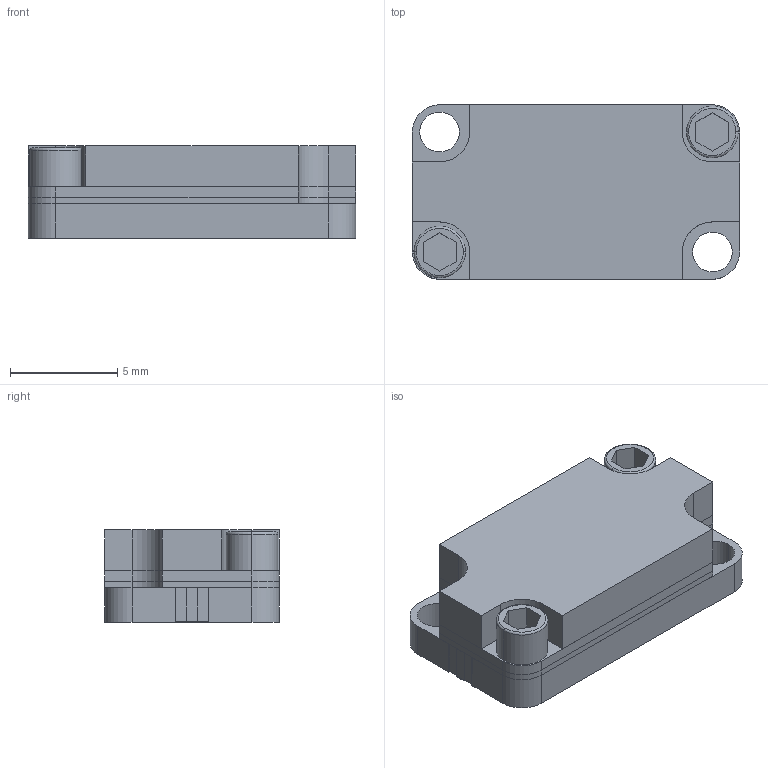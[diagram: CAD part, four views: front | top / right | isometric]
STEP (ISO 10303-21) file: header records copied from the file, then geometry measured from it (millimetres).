
FILE_DESCRIPTION((''),'2;1');
FILE_NAME('MARKI-MICROWAVE_EZ-Style Doubler.stp','2014-05-13T17:49:04',(''),(''),'Mechanical Desktop 2011','Mechanical Desktop 2011',', , ');
FILE_SCHEMA(('AUTOMOTIVE_DESIGN { 1 2 10303 214 1 1 1 1 }'));
Length unit declared in the file: millimetre
Products named in the file (1): Product
Bounding box: 15.24 x 8.13 x 4.3 mm (x, y, z)
Volume: 364.9 mm3; surface area: 1109.2 mm2
Topology: 12 solids, 12 shells, 168 faces, 416 edges, 276 vertices
Faces by surface type: plane 88, cylinder 52, bspline 24, torus 4
Entity records: 5071 total; most frequent: CARTESIAN_POINT 933, ORIENTED_EDGE 832, DIRECTION 818, EDGE_CURVE 416, VECTOR 304, LINE 304, VERTEX_POINT 276, AXIS2_PLACEMENT_3D 257
